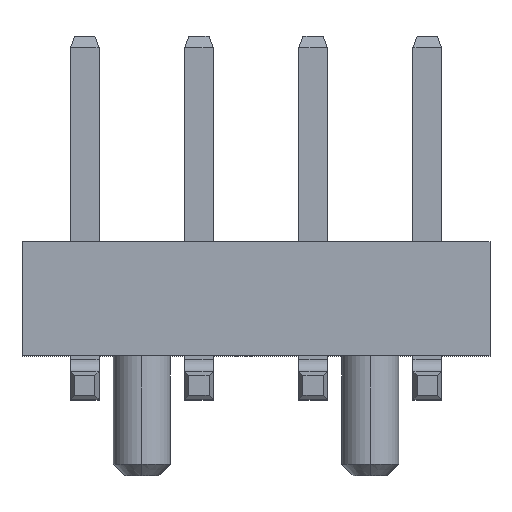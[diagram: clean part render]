
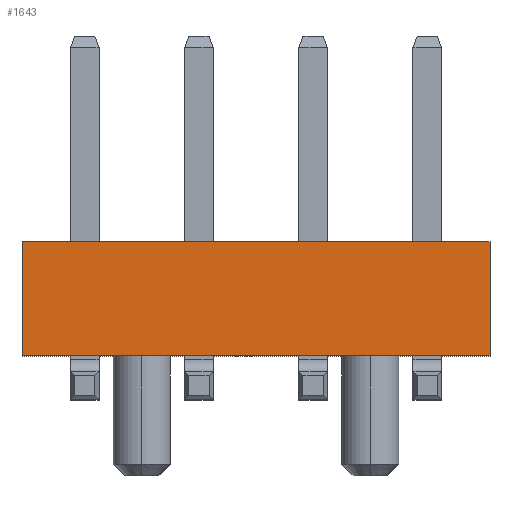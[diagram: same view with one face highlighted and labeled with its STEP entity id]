
A CAD part, top view. The second image highlights one B-rep face of the part: STEP entity #1643.
In plain terms, the highlighted planar face has unit normal (0, 0, 1).
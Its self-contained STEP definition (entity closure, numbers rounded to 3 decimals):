
#10 = VERTEX_POINT ( 'NONE', #593 ) ;
#104 = VERTEX_POINT ( 'NONE', #1908 ) ;
#195 = AXIS2_PLACEMENT_3D ( 'NONE', #666, #2534, #257 ) ;
#210 = EDGE_CURVE ( 'NONE', #104, #1832, #1127, .T. ) ;
#257 = DIRECTION ( 'NONE',  ( 1., 0., 0. ) ) ;
#311 = DIRECTION ( 'NONE',  ( 0., 1., 0. ) ) ;
#501 = VECTOR ( 'NONE', #311, 1000. ) ;
#545 = CARTESIAN_POINT ( 'NONE',  ( -4.1, 0.77, 2. ) ) ;
#593 = CARTESIAN_POINT ( 'NONE',  ( -4.1, 0.77, 2. ) ) ;
#666 = CARTESIAN_POINT ( 'NONE',  ( -4.1, 0.77, 2. ) ) ;
#827 = EDGE_CURVE ( 'NONE', #10, #104, #1228, .T. ) ;
#850 = VECTOR ( 'NONE', #1506, 1000. ) ;
#867 = EDGE_CURVE ( 'NONE', #10, #2034, #1773, .T. ) ;
#883 = ORIENTED_EDGE ( 'NONE', *, *, #2065, .T. ) ;
#1096 = CARTESIAN_POINT ( 'NONE',  ( -4.1, 2.77, 2. ) ) ;
#1121 = DIRECTION ( 'NONE',  ( 1., 0., 0. ) ) ;
#1127 = LINE ( 'NONE', #1096, #1183 ) ;
#1133 = EDGE_LOOP ( 'NONE', ( #2403, #1263, #2177, #883 ) ) ;
#1183 = VECTOR ( 'NONE', #1933, 1000. ) ;
#1190 = CARTESIAN_POINT ( 'NONE',  ( 4.1, 0.77, 2. ) ) ;
#1228 = LINE ( 'NONE', #2059, #850 ) ;
#1263 = ORIENTED_EDGE ( 'NONE', *, *, #827, .F. ) ;
#1310 = PLANE ( 'NONE',  #195 ) ;
#1331 = FACE_OUTER_BOUND ( 'NONE', #1133, .T. ) ;
#1506 = DIRECTION ( 'NONE',  ( 0., 1., 0. ) ) ;
#1643 = ADVANCED_FACE ( 'NONE', ( #1331 ), #1310, .T. ) ;
#1673 = VECTOR ( 'NONE', #1121, 1000. ) ;
#1773 = LINE ( 'NONE', #545, #1673 ) ;
#1832 = VERTEX_POINT ( 'NONE', #1888 ) ;
#1888 = CARTESIAN_POINT ( 'NONE',  ( 4.1, 2.77, 2. ) ) ;
#1908 = CARTESIAN_POINT ( 'NONE',  ( -4.1, 2.77, 2. ) ) ;
#1933 = DIRECTION ( 'NONE',  ( 1., 0., 0. ) ) ;
#2034 = VERTEX_POINT ( 'NONE', #1190 ) ;
#2059 = CARTESIAN_POINT ( 'NONE',  ( -4.1, 0.77, 2. ) ) ;
#2065 = EDGE_CURVE ( 'NONE', #2034, #1832, #2392, .T. ) ;
#2175 = CARTESIAN_POINT ( 'NONE',  ( 4.1, 0.77, 2. ) ) ;
#2177 = ORIENTED_EDGE ( 'NONE', *, *, #867, .T. ) ;
#2392 = LINE ( 'NONE', #2175, #501 ) ;
#2403 = ORIENTED_EDGE ( 'NONE', *, *, #210, .F. ) ;
#2534 = DIRECTION ( 'NONE',  ( 0., 0., 1. ) ) ;
